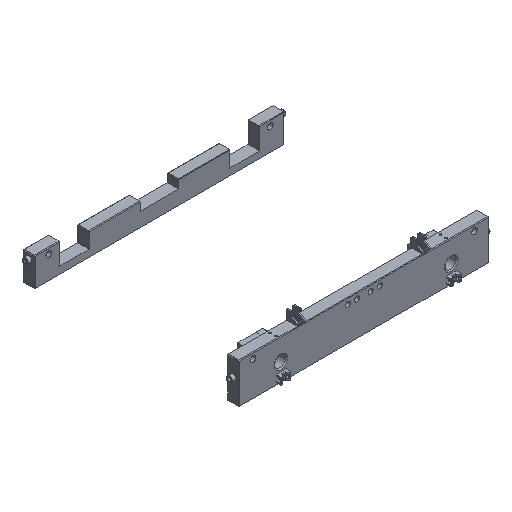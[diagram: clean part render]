
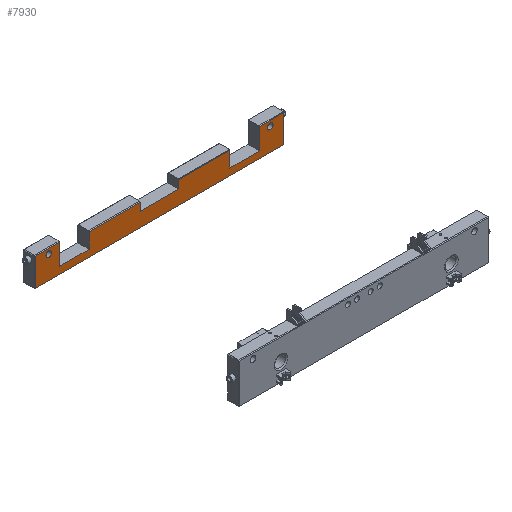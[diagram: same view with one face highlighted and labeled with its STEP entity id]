
A CAD part, isometric view. The second image highlights one B-rep face of the part: STEP entity #7930.
In plain terms, the highlighted planar face has unit normal (0, -1, 0).
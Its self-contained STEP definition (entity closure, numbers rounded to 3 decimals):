
#302=FACE_BOUND('',#2272,.T.);
#303=FACE_BOUND('',#2273,.T.);
#617=CIRCLE('',#8689,5.);
#618=CIRCLE('',#8690,5.);
#1634=FACE_OUTER_BOUND('',#2271,.T.);
#2271=EDGE_LOOP('',(#6849,#6850,#6851,#6852,#6853,#6854,#6855,#6856,#6857,
#6858,#6859,#6860,#6861,#6862,#6863,#6864));
#2272=EDGE_LOOP('',(#6865));
#2273=EDGE_LOOP('',(#6866));
#2878=LINE('',#12795,#3501);
#2879=LINE('',#12797,#3502);
#2880=LINE('',#12799,#3503);
#2881=LINE('',#12801,#3504);
#2882=LINE('',#12803,#3505);
#2883=LINE('',#12805,#3506);
#2884=LINE('',#12807,#3507);
#2885=LINE('',#12809,#3508);
#2886=LINE('',#12811,#3509);
#2887=LINE('',#12813,#3510);
#2888=LINE('',#12815,#3511);
#2889=LINE('',#12817,#3512);
#2890=LINE('',#12819,#3513);
#2891=LINE('',#12821,#3514);
#2892=LINE('',#12823,#3515);
#2893=LINE('',#12824,#3516);
#3501=VECTOR('',#10577,10.);
#3502=VECTOR('',#10578,10.);
#3503=VECTOR('',#10579,10.);
#3504=VECTOR('',#10580,10.);
#3505=VECTOR('',#10581,10.);
#3506=VECTOR('',#10582,10.);
#3507=VECTOR('',#10583,10.);
#3508=VECTOR('',#10584,10.);
#3509=VECTOR('',#10585,10.);
#3510=VECTOR('',#10586,10.);
#3511=VECTOR('',#10587,10.);
#3512=VECTOR('',#10588,10.);
#3513=VECTOR('',#10589,10.);
#3514=VECTOR('',#10590,10.);
#3515=VECTOR('',#10591,10.);
#3516=VECTOR('',#10592,10.);
#4207=VERTEX_POINT('',#12793);
#4208=VERTEX_POINT('',#12794);
#4209=VERTEX_POINT('',#12796);
#4210=VERTEX_POINT('',#12798);
#4211=VERTEX_POINT('',#12800);
#4212=VERTEX_POINT('',#12802);
#4213=VERTEX_POINT('',#12804);
#4214=VERTEX_POINT('',#12806);
#4215=VERTEX_POINT('',#12808);
#4216=VERTEX_POINT('',#12810);
#4217=VERTEX_POINT('',#12812);
#4218=VERTEX_POINT('',#12814);
#4219=VERTEX_POINT('',#12816);
#4220=VERTEX_POINT('',#12818);
#4221=VERTEX_POINT('',#12820);
#4222=VERTEX_POINT('',#12822);
#4223=VERTEX_POINT('',#12825);
#4224=VERTEX_POINT('',#12827);
#5112=EDGE_CURVE('',#4207,#4208,#2878,.T.);
#5113=EDGE_CURVE('',#4207,#4209,#2879,.T.);
#5114=EDGE_CURVE('',#4209,#4210,#2880,.T.);
#5115=EDGE_CURVE('',#4210,#4211,#2881,.T.);
#5116=EDGE_CURVE('',#4212,#4211,#2882,.T.);
#5117=EDGE_CURVE('',#4212,#4213,#2883,.T.);
#5118=EDGE_CURVE('',#4213,#4214,#2884,.T.);
#5119=EDGE_CURVE('',#4214,#4215,#2885,.T.);
#5120=EDGE_CURVE('',#4216,#4215,#2886,.T.);
#5121=EDGE_CURVE('',#4217,#4216,#2887,.T.);
#5122=EDGE_CURVE('',#4217,#4218,#2888,.T.);
#5123=EDGE_CURVE('',#4219,#4218,#2889,.T.);
#5124=EDGE_CURVE('',#4220,#4219,#2890,.T.);
#5125=EDGE_CURVE('',#4220,#4221,#2891,.T.);
#5126=EDGE_CURVE('',#4221,#4222,#2892,.T.);
#5127=EDGE_CURVE('',#4222,#4208,#2893,.T.);
#5128=EDGE_CURVE('',#4223,#4223,#617,.T.);
#5129=EDGE_CURVE('',#4224,#4224,#618,.T.);
#6849=ORIENTED_EDGE('',*,*,#5112,.F.);
#6850=ORIENTED_EDGE('',*,*,#5113,.T.);
#6851=ORIENTED_EDGE('',*,*,#5114,.T.);
#6852=ORIENTED_EDGE('',*,*,#5115,.T.);
#6853=ORIENTED_EDGE('',*,*,#5116,.F.);
#6854=ORIENTED_EDGE('',*,*,#5117,.T.);
#6855=ORIENTED_EDGE('',*,*,#5118,.T.);
#6856=ORIENTED_EDGE('',*,*,#5119,.T.);
#6857=ORIENTED_EDGE('',*,*,#5120,.F.);
#6858=ORIENTED_EDGE('',*,*,#5121,.F.);
#6859=ORIENTED_EDGE('',*,*,#5122,.T.);
#6860=ORIENTED_EDGE('',*,*,#5123,.F.);
#6861=ORIENTED_EDGE('',*,*,#5124,.F.);
#6862=ORIENTED_EDGE('',*,*,#5125,.T.);
#6863=ORIENTED_EDGE('',*,*,#5126,.T.);
#6864=ORIENTED_EDGE('',*,*,#5127,.T.);
#6865=ORIENTED_EDGE('',*,*,#5128,.F.);
#6866=ORIENTED_EDGE('',*,*,#5129,.F.);
#7503=PLANE('',#8688);
#7930=ADVANCED_FACE('',(#1634,#302,#303),#7503,.T.);
#8688=AXIS2_PLACEMENT_3D('',#12792,#10575,#10576);
#8689=AXIS2_PLACEMENT_3D('',#12826,#10593,#10594);
#8690=AXIS2_PLACEMENT_3D('',#12828,#10595,#10596);
#10575=DIRECTION('center_axis',(0.,-1.,0.));
#10576=DIRECTION('ref_axis',(0.,0.,-1.));
#10577=DIRECTION('',(1.,0.,0.));
#10578=DIRECTION('',(0.,0.,-1.));
#10579=DIRECTION('',(-1.,0.,0.));
#10580=DIRECTION('',(0.,0.,1.));
#10581=DIRECTION('',(1.,0.,0.));
#10582=DIRECTION('',(0.,0.,-1.));
#10583=DIRECTION('',(-1.,0.,0.));
#10584=DIRECTION('',(0.,0.,1.));
#10585=DIRECTION('',(1.,0.,0.));
#10586=DIRECTION('',(0.,0.,1.));
#10587=DIRECTION('',(1.,0.,0.));
#10588=DIRECTION('',(0.,0.,-1.));
#10589=DIRECTION('',(1.,0.,0.));
#10590=DIRECTION('',(0.,0.,-1.));
#10591=DIRECTION('',(-1.,0.,0.));
#10592=DIRECTION('',(0.,0.,1.));
#10593=DIRECTION('center_axis',(0.,-1.,0.));
#10594=DIRECTION('ref_axis',(0.995,0.,-0.104));
#10595=DIRECTION('center_axis',(0.,-1.,0.));
#10596=DIRECTION('ref_axis',(1.,0.,0.));
#12792=CARTESIAN_POINT('Origin',(-189.,170.,50.));
#12793=CARTESIAN_POINT('',(34.,170.,49.));
#12794=CARTESIAN_POINT('',(124.,170.,49.));
#12795=CARTESIAN_POINT('',(110.283,170.,49.));
#12796=CARTESIAN_POINT('',(34.,170.,35.));
#12797=CARTESIAN_POINT('',(34.,170.,47.5));
#12798=CARTESIAN_POINT('',(-34.,170.,35.));
#12799=CARTESIAN_POINT('',(127.,170.,35.));
#12800=CARTESIAN_POINT('',(-34.,170.,49.));
#12801=CARTESIAN_POINT('',(-34.,170.,35.));
#12802=CARTESIAN_POINT('',(-124.,170.,49.));
#12803=CARTESIAN_POINT('',(110.283,170.,49.));
#12804=CARTESIAN_POINT('',(-124.,170.,22.));
#12805=CARTESIAN_POINT('',(-124.,170.,47.5));
#12806=CARTESIAN_POINT('',(-176.,170.,22.));
#12807=CARTESIAN_POINT('',(48.,170.,22.));
#12808=CARTESIAN_POINT('',(-176.,170.,59.));
#12809=CARTESIAN_POINT('',(-176.,170.,28.5));
#12810=CARTESIAN_POINT('',(-219.,170.,59.));
#12811=CARTESIAN_POINT('',(110.,170.,59.));
#12812=CARTESIAN_POINT('',(-219.,170.,10.));
#12813=CARTESIAN_POINT('',(-219.,170.,35.));
#12814=CARTESIAN_POINT('',(219.,170.,10.));
#12815=CARTESIAN_POINT('',(220.,170.,10.));
#12816=CARTESIAN_POINT('',(219.,170.,59.));
#12817=CARTESIAN_POINT('',(219.,170.,35.));
#12818=CARTESIAN_POINT('',(176.,170.,59.));
#12819=CARTESIAN_POINT('',(110.,170.,59.));
#12820=CARTESIAN_POINT('',(176.,170.,22.));
#12821=CARTESIAN_POINT('',(176.,170.,28.5));
#12822=CARTESIAN_POINT('',(124.,170.,22.));
#12823=CARTESIAN_POINT('',(172.,170.,22.));
#12824=CARTESIAN_POINT('',(124.,170.,47.5));
#12825=CARTESIAN_POINT('',(199.973,170.,49.481));
#12826=CARTESIAN_POINT('Origin',(195.,170.,50.));
#12827=CARTESIAN_POINT('',(-190.,170.,50.));
#12828=CARTESIAN_POINT('Origin',(-195.,170.,50.));
